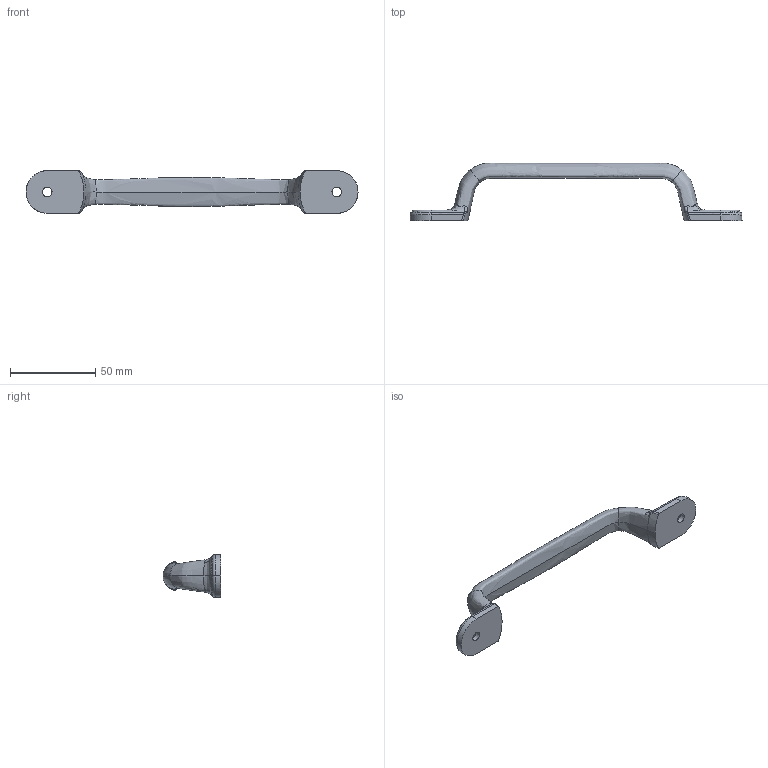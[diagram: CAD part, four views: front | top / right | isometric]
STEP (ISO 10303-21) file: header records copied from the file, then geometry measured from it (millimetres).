
FILE_DESCRIPTION(/* description */ (''),/* implementation_level */ '2;1');
FILE_NAME(/* name */ 'A-CSR170.stp',/* time_stamp */ '2024-01-09T17:27:44+09:00',/* author */ ('user'),/* organization */ (''),/* preprocessor_version */ 'ST-DEVELOPER v15.6',/* originating_system */ 'Autodesk Inventor 2015',/* authorisation */ '');
FILE_SCHEMA (('AUTOMOTIVE_DESIGN { 1 0 10303 214 3 1 1 }'));
Length unit declared in the file: millimetre
Products named in the file (1): A-CSR170
Bounding box: 195 x 34 x 25 mm (x, y, z)
Volume: 28267 mm3; surface area: 10768.1 mm2
Topology: 1 solids, 1 shells, 86 faces, 258 edges, 167 vertices
Faces by surface type: bspline 70, plane 12, cone 2, cylinder 2
Full cylindrical faces by diameter (mm): 5.6 x2
Entity records: 18305 total; most frequent: CARTESIAN_POINT 16573, ORIENTED_EDGE 490, EDGE_CURVE 245, B_SPLINE_CURVE_WITH_KNOTS 181, VERTEX_POINT 165, DIRECTION 118, EDGE_LOOP 94, FACE_OUTER_BOUND 86
